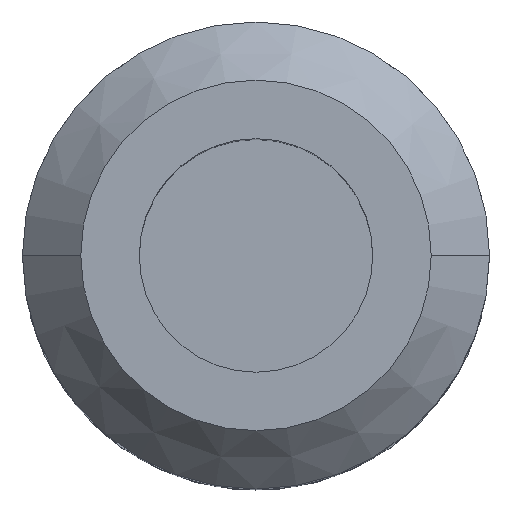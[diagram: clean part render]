
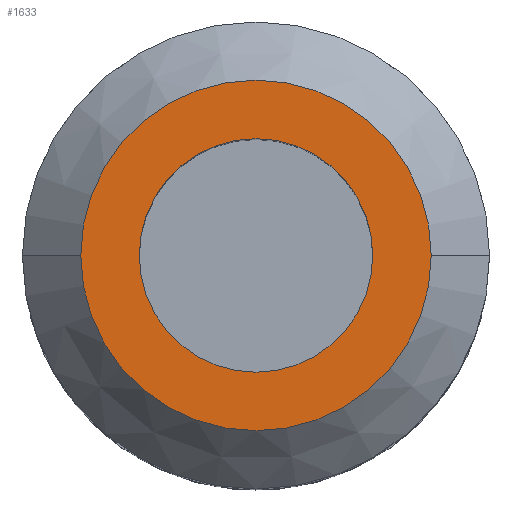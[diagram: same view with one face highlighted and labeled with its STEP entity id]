
A CAD part, top view. The second image highlights one B-rep face of the part: STEP entity #1633.
In plain terms, the highlighted planar face has unit normal (0, 0, 1).
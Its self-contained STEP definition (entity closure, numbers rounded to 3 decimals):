
#31 = DIRECTION ( 'NONE',  ( 0., 0., 1. ) ) ;
#85 = DIRECTION ( 'NONE',  ( 0., 0., 1. ) ) ;
#130 = AXIS2_PLACEMENT_3D ( 'NONE', #600, #610, #622 ) ;
#298 = DIRECTION ( 'NONE',  ( 0., 0., -1. ) ) ;
#306 = CARTESIAN_POINT ( 'NONE',  ( -23.825, 0., 116.84 ) ) ;
#316 = EDGE_CURVE ( 'NONE', #395, #1279, #1791, .T. ) ;
#395 = VERTEX_POINT ( 'NONE', #1782 ) ;
#456 = CARTESIAN_POINT ( 'NONE',  ( -15.875, 0., 116.84 ) ) ;
#526 = ORIENTED_EDGE ( 'NONE', *, *, #1121, .F. ) ;
#564 = DIRECTION ( 'NONE',  ( -1., 0., 0. ) ) ;
#568 = ORIENTED_EDGE ( 'NONE', *, *, #879, .T. ) ;
#572 = CIRCLE ( 'NONE', #1389, 23.825 ) ;
#600 = CARTESIAN_POINT ( 'NONE',  ( 0., 0., 116.84 ) ) ;
#610 = DIRECTION ( 'NONE',  ( 0., 0., 1. ) ) ;
#622 = DIRECTION ( 'NONE',  ( 1., 0., 0. ) ) ;
#623 = FACE_BOUND ( 'NONE', #982, .T. ) ;
#630 = ORIENTED_EDGE ( 'NONE', *, *, #1057, .T. ) ;
#675 = FACE_OUTER_BOUND ( 'NONE', #1372, .T. ) ;
#676 = AXIS2_PLACEMENT_3D ( 'NONE', #1751, #1203, #1266 ) ;
#687 = AXIS2_PLACEMENT_3D ( 'NONE', #1336, #85, #1173 ) ;
#688 = VERTEX_POINT ( 'NONE', #306 ) ;
#742 = CARTESIAN_POINT ( 'NONE',  ( 23.825, 0., 116.84 ) ) ;
#879 = EDGE_CURVE ( 'NONE', #688, #1699, #572, .T. ) ;
#982 = EDGE_LOOP ( 'NONE', ( #1375, #526 ) ) ;
#1057 = EDGE_CURVE ( 'NONE', #1699, #688, #1405, .T. ) ;
#1121 = EDGE_CURVE ( 'NONE', #1279, #395, #1678, .T. ) ;
#1173 = DIRECTION ( 'NONE',  ( 1., 0., 0. ) ) ;
#1203 = DIRECTION ( 'NONE',  ( 0., 0., 1. ) ) ;
#1252 = DIRECTION ( 'NONE',  ( 1., 0., 0. ) ) ;
#1266 = DIRECTION ( 'NONE',  ( 1., 0., 0. ) ) ;
#1279 = VERTEX_POINT ( 'NONE', #456 ) ;
#1336 = CARTESIAN_POINT ( 'NONE',  ( 0., 0., 116.84 ) ) ;
#1372 = EDGE_LOOP ( 'NONE', ( #568, #630 ) ) ;
#1375 = ORIENTED_EDGE ( 'NONE', *, *, #316, .F. ) ;
#1389 = AXIS2_PLACEMENT_3D ( 'NONE', #1661, #31, #1252 ) ;
#1405 = CIRCLE ( 'NONE', #130, 23.825 ) ;
#1433 = PLANE ( 'NONE',  #1587 ) ;
#1587 = AXIS2_PLACEMENT_3D ( 'NONE', #1703, #298, #564 ) ;
#1633 = ADVANCED_FACE ( 'NONE', ( #623, #675 ), #1433, .F. ) ;
#1661 = CARTESIAN_POINT ( 'NONE',  ( 0., 0., 116.84 ) ) ;
#1678 = CIRCLE ( 'NONE', #687, 15.875 ) ;
#1699 = VERTEX_POINT ( 'NONE', #742 ) ;
#1703 = CARTESIAN_POINT ( 'NONE',  ( 0., 23.825, 116.84 ) ) ;
#1751 = CARTESIAN_POINT ( 'NONE',  ( 0., 0., 116.84 ) ) ;
#1782 = CARTESIAN_POINT ( 'NONE',  ( 15.875, 0., 116.84 ) ) ;
#1791 = CIRCLE ( 'NONE', #676, 15.875 ) ;
